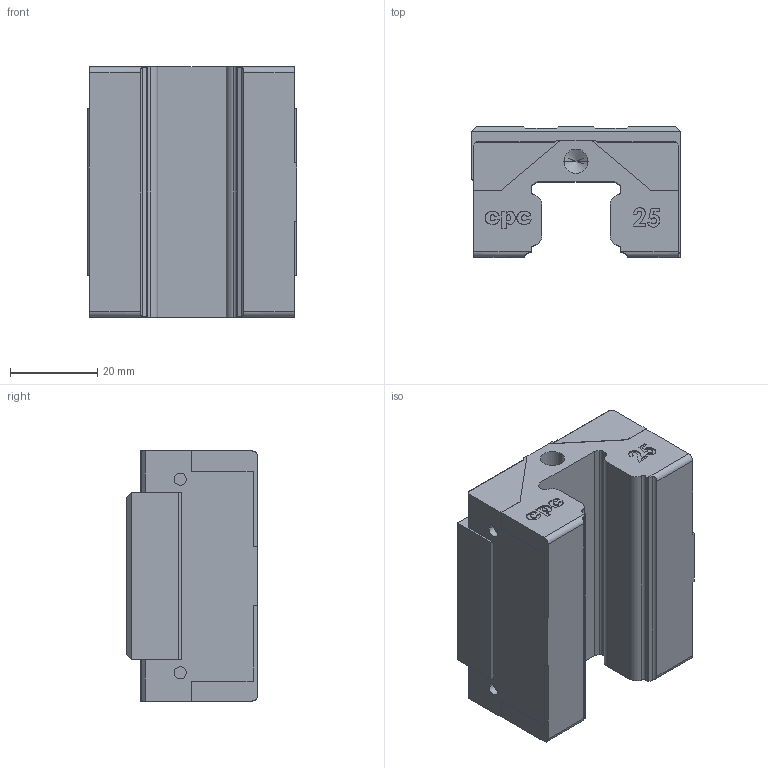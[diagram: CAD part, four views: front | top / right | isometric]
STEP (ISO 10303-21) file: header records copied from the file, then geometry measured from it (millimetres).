
FILE_DESCRIPTION (( 'STEP AP214' ), '1' );
FILE_NAME ('ERC25MS-block.STEP', '2013-03-11T10:51:27', ( 'CPC' ), ( '' ), 'SwSTEP 2.0', 'SolidWorks 2010', '' );
FILE_SCHEMA (( 'AUTOMOTIVE_DESIGN' ));
Length unit declared in the file: millimetre
Products named in the file (1): ERC25MS-block
Bounding box: 48 x 30 x 57.4 mm (x, y, z)
Volume: 59790.7 mm3; surface area: 13700.4 mm2
Topology: 1 solids, 1 shells, 296 faces, 800 edges, 524 vertices
Faces by surface type: plane 148, bspline 86, cylinder 50, cone 12
Entity records: 16741 total; most frequent: CARTESIAN_POINT 9345, ORIENTED_EDGE 1584, DIRECTION 1114, EDGE_CURVE 792, VERTEX_POINT 524, LINE 508, VECTOR 508, EDGE_LOOP 322
